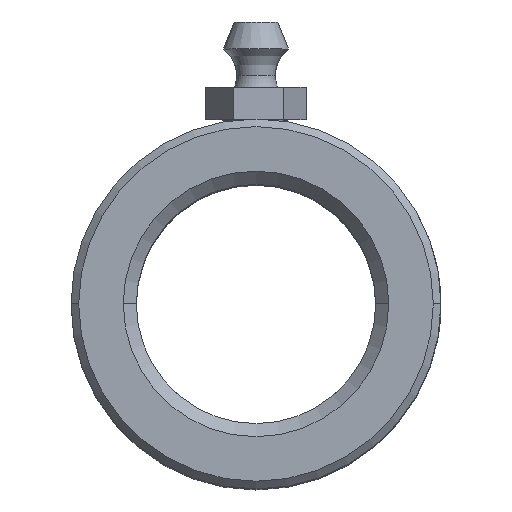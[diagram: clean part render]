
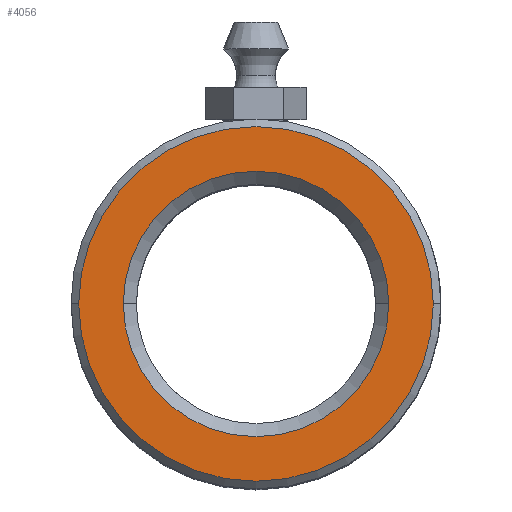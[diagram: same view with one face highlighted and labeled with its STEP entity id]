
A CAD part, top view. The second image highlights one B-rep face of the part: STEP entity #4056.
In plain terms, the highlighted planar face has unit normal (0, 0, 1).
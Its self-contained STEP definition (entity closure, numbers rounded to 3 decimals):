
#78 = EDGE_CURVE ( 'NONE', #1990, #2236, #1494, .T. ) ;
#119 = ORIENTED_EDGE ( 'NONE', *, *, #78, .T. ) ;
#148 = DIRECTION ( 'NONE',  ( 0., 0., -1. ) ) ;
#166 = EDGE_CURVE ( 'NONE', #2523, #4324, #4014, .T. ) ;
#197 = AXIS2_PLACEMENT_3D ( 'NONE', #2401, #1858, #316 ) ;
#316 = DIRECTION ( 'NONE',  ( 1., 0., 0. ) ) ;
#582 = CIRCLE ( 'NONE', #2892, 12.2 ) ;
#1163 = DIRECTION ( 'NONE',  ( 1., 0., 0. ) ) ;
#1178 = CARTESIAN_POINT ( 'NONE',  ( 16.3, 0., 60. ) ) ;
#1281 = FACE_OUTER_BOUND ( 'NONE', #5962, .T. ) ;
#1298 = EDGE_LOOP ( 'NONE', ( #5959, #119 ) ) ;
#1320 = DIRECTION ( 'NONE',  ( 0., 0., 1. ) ) ;
#1494 = CIRCLE ( 'NONE', #3078, 12.2 ) ;
#1824 = CARTESIAN_POINT ( 'NONE',  ( 0., 0., 60. ) ) ;
#1858 = DIRECTION ( 'NONE',  ( 0., 0., 1. ) ) ;
#1990 = VERTEX_POINT ( 'NONE', #5730 ) ;
#2236 = VERTEX_POINT ( 'NONE', #4003 ) ;
#2252 = ORIENTED_EDGE ( 'NONE', *, *, #166, .T. ) ;
#2401 = CARTESIAN_POINT ( 'NONE',  ( 0., 0., 60. ) ) ;
#2523 = VERTEX_POINT ( 'NONE', #1178 ) ;
#2892 = AXIS2_PLACEMENT_3D ( 'NONE', #4787, #148, #1163 ) ;
#3075 = CIRCLE ( 'NONE', #197, 16.3 ) ;
#3078 = AXIS2_PLACEMENT_3D ( 'NONE', #4938, #4483, #3981 ) ;
#3487 = EDGE_CURVE ( 'NONE', #4324, #2523, #3075, .T. ) ;
#3513 = AXIS2_PLACEMENT_3D ( 'NONE', #1824, #1320, #4440 ) ;
#3701 = DIRECTION ( 'NONE',  ( 0., 0., 1. ) ) ;
#3826 = ORIENTED_EDGE ( 'NONE', *, *, #3487, .T. ) ;
#3981 = DIRECTION ( 'NONE',  ( 1., 0., 0. ) ) ;
#4003 = CARTESIAN_POINT ( 'NONE',  ( 12.2, 0., 60. ) ) ;
#4014 = CIRCLE ( 'NONE', #3513, 16.3 ) ;
#4036 = CARTESIAN_POINT ( 'NONE',  ( -16.3, 0., 60. ) ) ;
#4056 = ADVANCED_FACE ( 'NONE', ( #1281, #4212 ), #5554, .T. ) ;
#4212 = FACE_BOUND ( 'NONE', #1298, .T. ) ;
#4324 = VERTEX_POINT ( 'NONE', #4036 ) ;
#4440 = DIRECTION ( 'NONE',  ( 1., 0., 0. ) ) ;
#4483 = DIRECTION ( 'NONE',  ( 0., 0., -1. ) ) ;
#4787 = CARTESIAN_POINT ( 'NONE',  ( 0., 0., 60. ) ) ;
#4938 = CARTESIAN_POINT ( 'NONE',  ( 0., 0., 60. ) ) ;
#5160 = AXIS2_PLACEMENT_3D ( 'NONE', #6204, #3701, #5694 ) ;
#5554 = PLANE ( 'NONE',  #5160 ) ;
#5689 = EDGE_CURVE ( 'NONE', #2236, #1990, #582, .T. ) ;
#5694 = DIRECTION ( 'NONE',  ( 1., 0., 0. ) ) ;
#5730 = CARTESIAN_POINT ( 'NONE',  ( -12.2, 0., 60. ) ) ;
#5959 = ORIENTED_EDGE ( 'NONE', *, *, #5689, .T. ) ;
#5962 = EDGE_LOOP ( 'NONE', ( #3826, #2252 ) ) ;
#6204 = CARTESIAN_POINT ( 'NONE',  ( 0., 0., 60. ) ) ;
